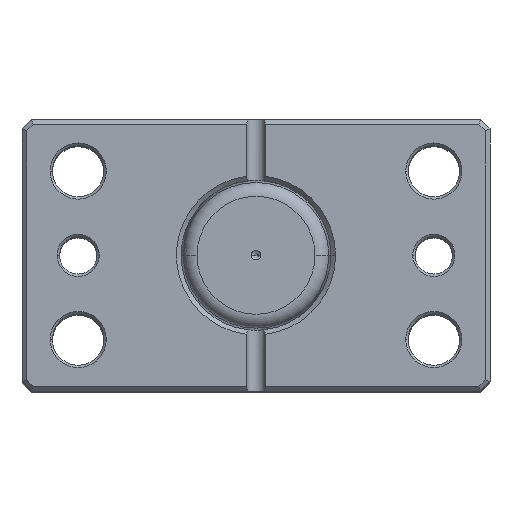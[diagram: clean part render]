
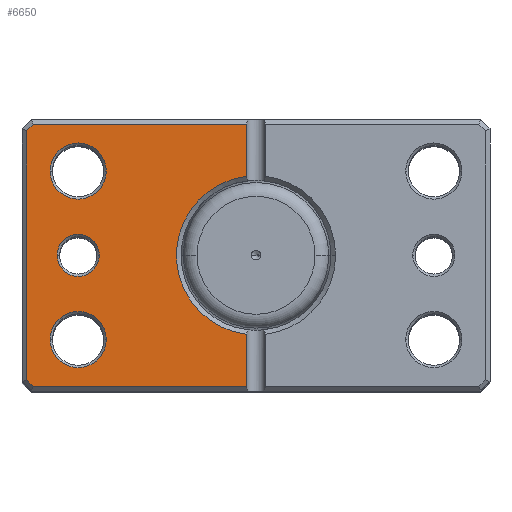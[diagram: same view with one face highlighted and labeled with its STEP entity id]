
A CAD part, top view. The second image highlights one B-rep face of the part: STEP entity #6650.
In plain terms, the highlighted face is planar.
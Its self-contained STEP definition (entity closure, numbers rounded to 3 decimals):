
#15 = CARTESIAN_POINT ( 'NONE',  ( 37.793, -37.793, 0. ) ) ;
#21 = VERTEX_POINT ( 'NONE', #4413 ) ;
#78 = DIRECTION ( 'NONE',  ( 0., 1., 0. ) ) ;
#169 = DIRECTION ( 'NONE',  ( 0., 0., 1. ) ) ;
#277 = CARTESIAN_POINT ( 'NONE',  ( 33.5, 0., 0. ) ) ;
#397 = LINE ( 'NONE', #4459, #3658 ) ;
#464 = DIRECTION ( 'NONE',  ( 0., 0., 1. ) ) ;
#475 = VECTOR ( 'NONE', #4796, 1000. ) ;
#549 = CARTESIAN_POINT ( 'NONE',  ( 47.586, -28., 0. ) ) ;
#591 = CARTESIAN_POINT ( 'NONE',  ( 47.586, 28., 0. ) ) ;
#593 = EDGE_LOOP ( 'NONE', ( #6000, #2707 ) ) ;
#680 = CIRCLE ( 'NONE', #2472, 6. ) ;
#840 = VERTEX_POINT ( 'NONE', #4975 ) ;
#859 = EDGE_CURVE ( 'NONE', #5299, #4680, #3641, .T. ) ;
#938 = DIRECTION ( 'NONE',  ( -1., 0., 0. ) ) ;
#967 = LINE ( 'NONE', #3924, #2433 ) ;
#1002 = EDGE_CURVE ( 'NONE', #3325, #1207, #1493, .T. ) ;
#1029 = CIRCLE ( 'NONE', #3982, 17. ) ;
#1062 = VERTEX_POINT ( 'NONE', #4512 ) ;
#1201 = CARTESIAN_POINT ( 'NONE',  ( 49., -26.586, 0. ) ) ;
#1207 = VERTEX_POINT ( 'NONE', #1317 ) ;
#1276 = FACE_BOUND ( 'NONE', #6047, .T. ) ;
#1317 = CARTESIAN_POINT ( 'NONE',  ( 44., 18., 0. ) ) ;
#1418 = EDGE_LOOP ( 'NONE', ( #7090, #6693, #6318, #3306, #3818, #2131, #3056, #2623 ) ) ;
#1435 = ORIENTED_EDGE ( 'NONE', *, *, #4083, .T. ) ;
#1493 = CIRCLE ( 'NONE', #3481, 6. ) ;
#1513 = ORIENTED_EDGE ( 'NONE', *, *, #4580, .T. ) ;
#1535 = EDGE_CURVE ( 'NONE', #4533, #5299, #1696, .T. ) ;
#1541 = CARTESIAN_POINT ( 'NONE',  ( 0., 0., 0. ) ) ;
#1585 = EDGE_CURVE ( 'NONE', #21, #4507, #7049, .T. ) ;
#1696 = LINE ( 'NONE', #15, #5946 ) ;
#1742 = DIRECTION ( 'NONE',  ( 0., 0., 1. ) ) ;
#1795 = DIRECTION ( 'NONE',  ( 1., 0., 0. ) ) ;
#2131 = ORIENTED_EDGE ( 'NONE', *, *, #2671, .T. ) ;
#2208 = CARTESIAN_POINT ( 'NONE',  ( 38., -18., 0. ) ) ;
#2297 = CARTESIAN_POINT ( 'NONE',  ( 38., -18., 0. ) ) ;
#2367 = EDGE_CURVE ( 'NONE', #4682, #5845, #3822, .T. ) ;
#2433 = VECTOR ( 'NONE', #78, 1000. ) ;
#2458 = EDGE_CURVE ( 'NONE', #4680, #2547, #397, .T. ) ;
#2472 = AXIS2_PLACEMENT_3D ( 'NONE', #2297, #6157, #2828 ) ;
#2488 = CIRCLE ( 'NONE', #5469, 6. ) ;
#2547 = VERTEX_POINT ( 'NONE', #5119 ) ;
#2551 = CARTESIAN_POINT ( 'NONE',  ( 32., 18., 0. ) ) ;
#2623 = ORIENTED_EDGE ( 'NONE', *, *, #859, .T. ) ;
#2663 = CARTESIAN_POINT ( 'NONE',  ( 37.793, 37.793, 0. ) ) ;
#2671 = EDGE_CURVE ( 'NONE', #5753, #4533, #3398, .T. ) ;
#2707 = ORIENTED_EDGE ( 'NONE', *, *, #1585, .T. ) ;
#2820 = DIRECTION ( 'NONE',  ( 0., 1., 0. ) ) ;
#2828 = DIRECTION ( 'NONE',  ( 1., 0., 0. ) ) ;
#2989 = CARTESIAN_POINT ( 'NONE',  ( 0., 0., 0. ) ) ;
#2995 = CARTESIAN_POINT ( 'NONE',  ( 2., -28., 0. ) ) ;
#3031 = DIRECTION ( 'NONE',  ( 0., 0., 1. ) ) ;
#3056 = ORIENTED_EDGE ( 'NONE', *, *, #1535, .T. ) ;
#3089 = DIRECTION ( 'NONE',  ( 0., 0., 1. ) ) ;
#3143 = EDGE_CURVE ( 'NONE', #840, #4682, #967, .T. ) ;
#3306 = ORIENTED_EDGE ( 'NONE', *, *, #2367, .T. ) ;
#3325 = VERTEX_POINT ( 'NONE', #2551 ) ;
#3396 = ORIENTED_EDGE ( 'NONE', *, *, #1002, .T. ) ;
#3398 = LINE ( 'NONE', #6991, #475 ) ;
#3463 = CARTESIAN_POINT ( 'NONE',  ( 38., 0., 0. ) ) ;
#3481 = AXIS2_PLACEMENT_3D ( 'NONE', #6550, #6981, #6572 ) ;
#3531 = CIRCLE ( 'NONE', #5407, 4.5 ) ;
#3548 = DIRECTION ( 'NONE',  ( 1., 0., 0. ) ) ;
#3641 = LINE ( 'NONE', #7051, #6428 ) ;
#3658 = VECTOR ( 'NONE', #2820, 1000. ) ;
#3818 = ORIENTED_EDGE ( 'NONE', *, *, #6312, .T. ) ;
#3822 = LINE ( 'NONE', #4972, #6611 ) ;
#3924 = CARTESIAN_POINT ( 'NONE',  ( 2., 29., 0. ) ) ;
#3982 = AXIS2_PLACEMENT_3D ( 'NONE', #2989, #6871, #3548 ) ;
#4022 = DIRECTION ( 'NONE',  ( 1., 0., 0. ) ) ;
#4083 = EDGE_CURVE ( 'NONE', #1062, #6435, #3531, .T. ) ;
#4195 = EDGE_LOOP ( 'NONE', ( #3396, #4655 ) ) ;
#4196 = FACE_BOUND ( 'NONE', #593, .T. ) ;
#4302 = DIRECTION ( 'NONE',  ( 1., 0., 0. ) ) ;
#4413 = CARTESIAN_POINT ( 'NONE',  ( 44., -18., 0. ) ) ;
#4451 = LINE ( 'NONE', #2663, #7058 ) ;
#4459 = CARTESIAN_POINT ( 'NONE',  ( 2., 29., 0. ) ) ;
#4507 = VERTEX_POINT ( 'NONE', #6773 ) ;
#4512 = CARTESIAN_POINT ( 'NONE',  ( 42.5, 0., 0. ) ) ;
#4533 = VERTEX_POINT ( 'NONE', #1201 ) ;
#4580 = EDGE_CURVE ( 'NONE', #6435, #1062, #5222, .T. ) ;
#4583 = DIRECTION ( 'NONE',  ( 0.707, -0.707, 0. ) ) ;
#4655 = ORIENTED_EDGE ( 'NONE', *, *, #6442, .T. ) ;
#4680 = VERTEX_POINT ( 'NONE', #2995 ) ;
#4682 = VERTEX_POINT ( 'NONE', #5793 ) ;
#4796 = DIRECTION ( 'NONE',  ( 0., -1., 0. ) ) ;
#4932 = AXIS2_PLACEMENT_3D ( 'NONE', #3463, #169, #4022 ) ;
#4967 = AXIS2_PLACEMENT_3D ( 'NONE', #1541, #464, #4302 ) ;
#4972 = CARTESIAN_POINT ( 'NONE',  ( 0., 28., 0. ) ) ;
#4975 = CARTESIAN_POINT ( 'NONE',  ( 2., 16.882, 0. ) ) ;
#5119 = CARTESIAN_POINT ( 'NONE',  ( 2., -16.882, 0. ) ) ;
#5222 = CIRCLE ( 'NONE', #4932, 4.5 ) ;
#5299 = VERTEX_POINT ( 'NONE', #549 ) ;
#5407 = AXIS2_PLACEMENT_3D ( 'NONE', #6421, #3089, #6967 ) ;
#5469 = AXIS2_PLACEMENT_3D ( 'NONE', #6369, #3031, #6910 ) ;
#5512 = DIRECTION ( 'NONE',  ( 1., 0., 0. ) ) ;
#5678 = FACE_BOUND ( 'NONE', #4195, .T. ) ;
#5753 = VERTEX_POINT ( 'NONE', #6025 ) ;
#5793 = CARTESIAN_POINT ( 'NONE',  ( 2., 28., 0. ) ) ;
#5845 = VERTEX_POINT ( 'NONE', #591 ) ;
#5946 = VECTOR ( 'NONE', #6003, 1000. ) ;
#6000 = ORIENTED_EDGE ( 'NONE', *, *, #7022, .T. ) ;
#6003 = DIRECTION ( 'NONE',  ( -0.707, -0.707, 0. ) ) ;
#6025 = CARTESIAN_POINT ( 'NONE',  ( 49., 26.586, 0. ) ) ;
#6047 = EDGE_LOOP ( 'NONE', ( #1513, #1435 ) ) ;
#6103 = AXIS2_PLACEMENT_3D ( 'NONE', #2208, #1742, #1795 ) ;
#6157 = DIRECTION ( 'NONE',  ( 0., 0., 1. ) ) ;
#6312 = EDGE_CURVE ( 'NONE', #5845, #5753, #4451, .T. ) ;
#6318 = ORIENTED_EDGE ( 'NONE', *, *, #3143, .T. ) ;
#6369 = CARTESIAN_POINT ( 'NONE',  ( 38., 18., 0. ) ) ;
#6395 = EDGE_CURVE ( 'NONE', #2547, #840, #1029, .T. ) ;
#6421 = CARTESIAN_POINT ( 'NONE',  ( 38., 0., 0. ) ) ;
#6428 = VECTOR ( 'NONE', #938, 1000. ) ;
#6435 = VERTEX_POINT ( 'NONE', #277 ) ;
#6442 = EDGE_CURVE ( 'NONE', #1207, #3325, #2488, .T. ) ;
#6524 = PLANE ( 'NONE',  #4967 ) ;
#6550 = CARTESIAN_POINT ( 'NONE',  ( 38., 18., 0. ) ) ;
#6572 = DIRECTION ( 'NONE',  ( 1., 0., 0. ) ) ;
#6611 = VECTOR ( 'NONE', #5512, 1000. ) ;
#6650 = ADVANCED_FACE ( 'NONE', ( #1276, #4196, #5678, #6976 ), #6524, .F. ) ;
#6693 = ORIENTED_EDGE ( 'NONE', *, *, #6395, .T. ) ;
#6773 = CARTESIAN_POINT ( 'NONE',  ( 32., -18., 0. ) ) ;
#6871 = DIRECTION ( 'NONE',  ( 0., 0., 1. ) ) ;
#6910 = DIRECTION ( 'NONE',  ( 1., 0., 0. ) ) ;
#6967 = DIRECTION ( 'NONE',  ( 1., 0., 0. ) ) ;
#6976 = FACE_OUTER_BOUND ( 'NONE', #1418, .T. ) ;
#6981 = DIRECTION ( 'NONE',  ( 0., 0., 1. ) ) ;
#6991 = CARTESIAN_POINT ( 'NONE',  ( 49., 0., 0. ) ) ;
#7022 = EDGE_CURVE ( 'NONE', #4507, #21, #680, .T. ) ;
#7049 = CIRCLE ( 'NONE', #6103, 6. ) ;
#7051 = CARTESIAN_POINT ( 'NONE',  ( 0., -28., 0. ) ) ;
#7058 = VECTOR ( 'NONE', #4583, 1000. ) ;
#7090 = ORIENTED_EDGE ( 'NONE', *, *, #2458, .T. ) ;
